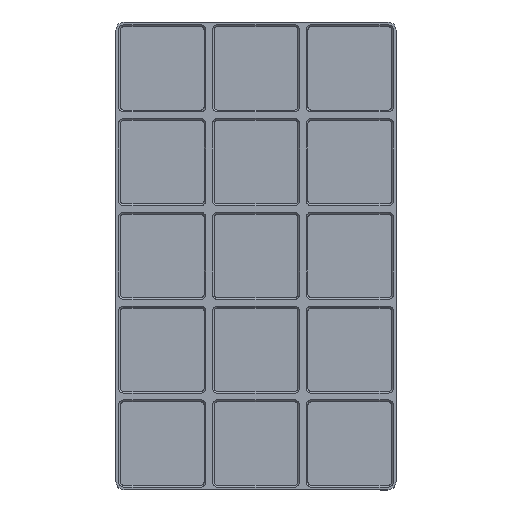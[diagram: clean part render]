
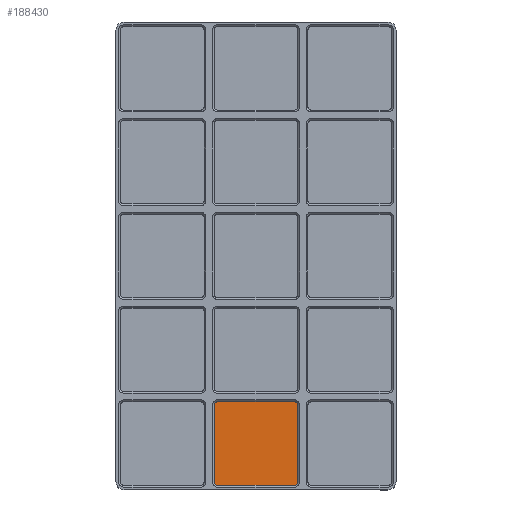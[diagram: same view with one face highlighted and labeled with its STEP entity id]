
A CAD part, top view. The second image highlights one B-rep face of the part: STEP entity #188430.
In plain terms, the highlighted planar face has unit normal (0, 0, 1).
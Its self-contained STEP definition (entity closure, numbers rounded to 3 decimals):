
#185440=CARTESIAN_POINT('',(213.85,123.75,7.));
#185450=VERTEX_POINT('',#185440);
#185480=CARTESIAN_POINT('',(213.85,122.15,7.));
#185490=DIRECTION('',(0.,0.,-1.));
#185500=DIRECTION('',(1.,0.,0.));
#185510=AXIS2_PLACEMENT_3D('',#185480,#185490,#185500);
#185520=CIRCLE('',#185510,1.6);
#185530=CARTESIAN_POINT('',(212.25,122.15,7.));
#185540=VERTEX_POINT('',#185530);
#185550=EDGE_CURVE('',#185540,#185450,#185520,.T.);
#187570=CARTESIAN_POINT('',(249.75,122.15,7.));
#187580=VERTEX_POINT('',#187570);
#187610=CARTESIAN_POINT('',(248.15,122.15,7.));
#187620=DIRECTION('',(0.,0.,-1.));
#187630=DIRECTION('',(1.,0.,0.));
#187640=AXIS2_PLACEMENT_3D('',#187610,#187620,#187630);
#187650=CIRCLE('',#187640,1.6);
#187660=CARTESIAN_POINT('',(248.15,123.75,7.));
#187670=VERTEX_POINT('',#187660);
#187680=EDGE_CURVE('',#187670,#187580,#187650,.T.);
#187880=CARTESIAN_POINT('',(231.,105.,7.));
#187890=DIRECTION('',(0.,0.,1.));
#187900=DIRECTION('',(-1.,0.,0.));
#187910=AXIS2_PLACEMENT_3D('',#187880,#187890,#187900);
#187920=PLANE('',#187910);
#187930=CARTESIAN_POINT('',(248.15,87.85,7.));
#187940=DIRECTION('',(0.,0.,-1.));
#187950=DIRECTION('',(1.,0.,0.));
#187960=AXIS2_PLACEMENT_3D('',#187930,#187940,#187950);
#187970=CIRCLE('',#187960,1.6);
#187980=CARTESIAN_POINT('',(249.75,87.85,7.));
#187990=VERTEX_POINT('',#187980);
#188000=CARTESIAN_POINT('',(248.15,86.25,7.));
#188010=VERTEX_POINT('',#188000);
#188020=EDGE_CURVE('',#187990,#188010,#187970,.T.);
#188030=ORIENTED_EDGE('',*,*,#188020,.F.);
#188040=CARTESIAN_POINT('',(247.,86.25,7.));
#188050=DIRECTION('',(-1.,0.,0.));
#188060=VECTOR('',#188050,1.);
#188070=LINE('',#188040,#188060);
#188080=CARTESIAN_POINT('',(213.85,86.25,7.));
#188090=VERTEX_POINT('',#188080);
#188100=EDGE_CURVE('',#188010,#188090,#188070,.T.);
#188110=ORIENTED_EDGE('',*,*,#188100,.F.);
#188120=CARTESIAN_POINT('',(213.85,87.85,7.));
#188130=DIRECTION('',(0.,0.,-1.));
#188140=DIRECTION('',(1.,0.,0.));
#188150=AXIS2_PLACEMENT_3D('',#188120,#188130,#188140);
#188160=CIRCLE('',#188150,1.6);
#188170=CARTESIAN_POINT('',(212.25,87.85,7.));
#188180=VERTEX_POINT('',#188170);
#188190=EDGE_CURVE('',#188090,#188180,#188160,.T.);
#188200=ORIENTED_EDGE('',*,*,#188190,.F.);
#188210=CARTESIAN_POINT('',(212.25,89.,7.));
#188220=DIRECTION('',(0.,1.,0.));
#188230=VECTOR('',#188220,1.);
#188240=LINE('',#188210,#188230);
#188250=EDGE_CURVE('',#188180,#185540,#188240,.T.);
#188260=ORIENTED_EDGE('',*,*,#188250,.F.);
#188270=ORIENTED_EDGE('',*,*,#185550,.F.);
#188280=CARTESIAN_POINT('',(215.,123.75,7.));
#188290=DIRECTION('',(1.,0.,0.));
#188300=VECTOR('',#188290,1.);
#188310=LINE('',#188280,#188300);
#188320=EDGE_CURVE('',#185450,#187670,#188310,.T.);
#188330=ORIENTED_EDGE('',*,*,#188320,.F.);
#188340=ORIENTED_EDGE('',*,*,#187680,.F.);
#188350=CARTESIAN_POINT('',(249.75,121.,7.));
#188360=DIRECTION('',(0.,-1.,0.));
#188370=VECTOR('',#188360,1.);
#188380=LINE('',#188350,#188370);
#188390=EDGE_CURVE('',#187580,#187990,#188380,.T.);
#188400=ORIENTED_EDGE('',*,*,#188390,.F.);
#188410=EDGE_LOOP('',(#188400,#188340,#188330,#188270,#188260,#188200,
#188110,#188030));
#188420=FACE_OUTER_BOUND('',#188410,.T.);
#188430=ADVANCED_FACE('',(#188420),#187920,.T.);
